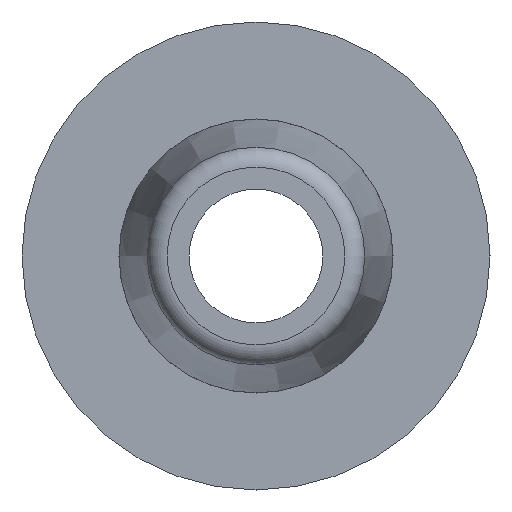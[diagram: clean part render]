
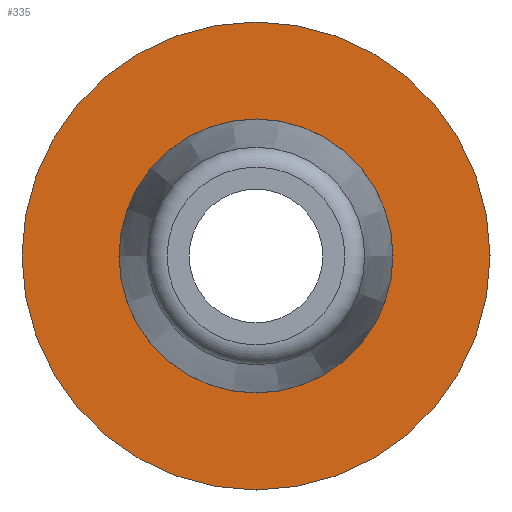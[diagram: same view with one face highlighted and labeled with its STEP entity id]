
A CAD part, left-side view. The second image highlights one B-rep face of the part: STEP entity #335.
In plain terms, the highlighted planar face has unit normal (-1, 0, 0).
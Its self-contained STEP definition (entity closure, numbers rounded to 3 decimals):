
#301=CARTESIAN_POINT('',(13.0,2.05,0.0));
#302=VERTEX_POINT('',#301);
#303=CARTESIAN_POINT('',(13.0,0.0,0.0));
#304=DIRECTION('',(1.0,0.0,0.0));
#305=DIRECTION('',(0.0,1.0,0.0));
#306=AXIS2_PLACEMENT_3D('',#303,#304,#305);
#307=CIRCLE('',#306,2.05);
#308=EDGE_CURVE('',#302,#302,#307,.T.);
#316=CARTESIAN_POINT('',(13.,2.775,0.0));
#317=DIRECTION('',(-1.0,0.0,0.0));
#318=DIRECTION('',(0.0,0.0,1.0));
#319=AXIS2_PLACEMENT_3D('',#316,#317,#318);
#320=PLANE('',#319);
#321=CARTESIAN_POINT('',(13.,3.5,0.0));
#322=VERTEX_POINT('',#321);
#323=CARTESIAN_POINT('',(13.,0.0,0.0));
#324=DIRECTION('',(1.0,0.0,0.0));
#325=DIRECTION('',(0.0,1.0,0.0));
#326=AXIS2_PLACEMENT_3D('',#323,#324,#325);
#327=CIRCLE('',#326,3.5);
#328=EDGE_CURVE('',#322,#322,#327,.T.);
#329=ORIENTED_EDGE('',*,*,#328,.F.);
#330=EDGE_LOOP('',(#329));
#331=FACE_OUTER_BOUND('',#330,.T.);
#332=ORIENTED_EDGE('',*,*,#308,.T.);
#333=EDGE_LOOP('',(#332));
#334=FACE_BOUND('',#333,.T.);
#335=ADVANCED_FACE('',(#331,#334),#320,.T.);
